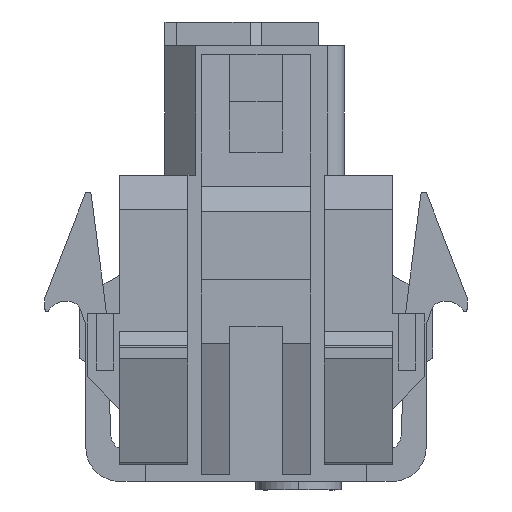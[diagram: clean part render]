
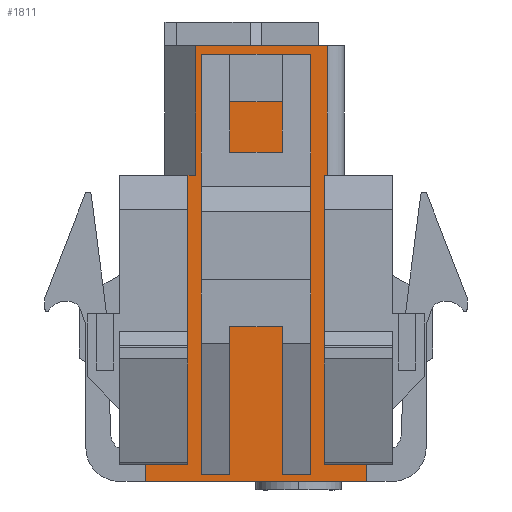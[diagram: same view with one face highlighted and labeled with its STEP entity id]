
A CAD part, left-side view. The second image highlights one B-rep face of the part: STEP entity #1811.
In plain terms, the highlighted planar face has unit normal (-1, 0, 0).
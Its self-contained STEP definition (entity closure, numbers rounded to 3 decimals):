
#1684=AXIS2_PLACEMENT_3D('Plane Axis2P3D',#1681,#1682,#1683) ;
#706=CARTESIAN_POINT('Vertex',(6.1,8.2,18.5)) ;
#709=CARTESIAN_POINT('Line Origine',(6.1,8.3,18.5)) ;
#713=CARTESIAN_POINT('Vertex',(6.1,8.4,18.5)) ;
#791=CARTESIAN_POINT('Vertex',(6.1,12.05,26.1)) ;
#796=CARTESIAN_POINT('Line Origine',(6.1,10.125,26.1)) ;
#800=CARTESIAN_POINT('Vertex',(6.1,8.2,26.1)) ;
#933=CARTESIAN_POINT('Vertex',(6.1,12.75,26.1)) ;
#960=CARTESIAN_POINT('Line Origine',(6.1,12.4,26.1)) ;
#1037=CARTESIAN_POINT('Line Origine',(6.1,16.175,18.5)) ;
#1041=CARTESIAN_POINT('Vertex',(6.1,16.4,18.5)) ;
#1043=CARTESIAN_POINT('Vertex',(6.1,15.95,18.5)) ;
#1249=CARTESIAN_POINT('Vertex',(6.1,5.9,16.7)) ;
#1252=CARTESIAN_POINT('Line Origine',(6.1,5.9,8.6)) ;
#1256=CARTESIAN_POINT('Vertex',(6.1,5.9,0.5)) ;
#1347=CARTESIAN_POINT('Vertex',(6.1,18.9,0.5)) ;
#1442=CARTESIAN_POINT('Line Origine',(6.1,12.4,0.5)) ;
#1566=CARTESIAN_POINT('Line Origine',(6.1,18.9,8.6)) ;
#1570=CARTESIAN_POINT('Vertex',(6.1,18.9,16.7)) ;
#1681=CARTESIAN_POINT('Axis2P3D Location',(6.1,18.9,0.)) ;
#1686=CARTESIAN_POINT('Line Origine',(6.1,16.4,17.6)) ;
#1690=CARTESIAN_POINT('Vertex',(6.1,16.4,16.7)) ;
#1693=CARTESIAN_POINT('Line Origine',(6.1,17.65,16.7)) ;
#1698=CARTESIAN_POINT('Line Origine',(6.1,7.15,16.7)) ;
#1702=CARTESIAN_POINT('Vertex',(6.1,8.4,16.7)) ;
#1705=CARTESIAN_POINT('Line Origine',(6.1,8.4,17.6)) ;
#1710=CARTESIAN_POINT('Line Origine',(6.1,8.2,22.3)) ;
#1715=CARTESIAN_POINT('Line Origine',(6.1,14.35,26.1)) ;
#1719=CARTESIAN_POINT('Vertex',(6.1,15.95,26.1)) ;
#1722=CARTESIAN_POINT('Line Origine',(6.1,15.95,22.3)) ;
#1743=CARTESIAN_POINT('Line Origine',(6.1,14.788,0.9)) ;
#1747=CARTESIAN_POINT('Vertex',(6.1,15.625,0.9)) ;
#1749=CARTESIAN_POINT('Vertex',(6.1,13.95,0.9)) ;
#1752=CARTESIAN_POINT('Line Origine',(6.1,15.625,5.25)) ;
#1756=CARTESIAN_POINT('Vertex',(6.1,15.625,9.6)) ;
#1759=CARTESIAN_POINT('Line Origine',(6.1,14.788,9.6)) ;
#1763=CARTESIAN_POINT('Vertex',(6.1,13.95,9.6)) ;
#1766=CARTESIAN_POINT('Line Origine',(6.1,13.95,5.25)) ;
#1777=CARTESIAN_POINT('Line Origine',(6.1,10.013,9.6)) ;
#1781=CARTESIAN_POINT('Vertex',(6.1,10.85,9.6)) ;
#1783=CARTESIAN_POINT('Vertex',(6.1,9.175,9.6)) ;
#1786=CARTESIAN_POINT('Line Origine',(6.1,9.175,5.25)) ;
#1790=CARTESIAN_POINT('Vertex',(6.1,9.175,0.9)) ;
#1793=CARTESIAN_POINT('Line Origine',(6.1,10.013,0.9)) ;
#1797=CARTESIAN_POINT('Vertex',(6.1,10.85,0.9)) ;
#1800=CARTESIAN_POINT('Line Origine',(6.1,10.85,5.25)) ;
#710=DIRECTION('Vector Direction',(0.,1.,0.)) ;
#797=DIRECTION('Vector Direction',(0.,-1.,0.)) ;
#961=DIRECTION('Vector Direction',(0.,1.,0.)) ;
#1038=DIRECTION('Vector Direction',(0.,1.,0.)) ;
#1253=DIRECTION('Vector Direction',(0.,0.,1.)) ;
#1443=DIRECTION('Vector Direction',(0.,-1.,0.)) ;
#1567=DIRECTION('Vector Direction',(0.,0.,1.)) ;
#1682=DIRECTION('Axis2P3D Direction',(-1.,0.,0.)) ;
#1683=DIRECTION('Axis2P3D XDirection',(0.,-1.,0.)) ;
#1687=DIRECTION('Vector Direction',(0.,0.,-1.)) ;
#1694=DIRECTION('Vector Direction',(0.,1.,0.)) ;
#1699=DIRECTION('Vector Direction',(0.,1.,0.)) ;
#1706=DIRECTION('Vector Direction',(0.,0.,-1.)) ;
#1711=DIRECTION('Vector Direction',(0.,0.,1.)) ;
#1716=DIRECTION('Vector Direction',(0.,-1.,0.)) ;
#1723=DIRECTION('Vector Direction',(0.,0.,1.)) ;
#1744=DIRECTION('Vector Direction',(0.,-1.,0.)) ;
#1753=DIRECTION('Vector Direction',(0.,0.,-1.)) ;
#1760=DIRECTION('Vector Direction',(0.,-1.,0.)) ;
#1767=DIRECTION('Vector Direction',(0.,0.,-1.)) ;
#1778=DIRECTION('Vector Direction',(0.,-1.,0.)) ;
#1787=DIRECTION('Vector Direction',(0.,0.,-1.)) ;
#1794=DIRECTION('Vector Direction',(0.,-1.,0.)) ;
#1801=DIRECTION('Vector Direction',(0.,0.,-1.)) ;
#711=VECTOR('Line Direction',#710,1.) ;
#798=VECTOR('Line Direction',#797,1.) ;
#962=VECTOR('Line Direction',#961,1.) ;
#1039=VECTOR('Line Direction',#1038,1.) ;
#1254=VECTOR('Line Direction',#1253,1.) ;
#1444=VECTOR('Line Direction',#1443,1.) ;
#1568=VECTOR('Line Direction',#1567,1.) ;
#1688=VECTOR('Line Direction',#1687,1.) ;
#1695=VECTOR('Line Direction',#1694,1.) ;
#1700=VECTOR('Line Direction',#1699,1.) ;
#1707=VECTOR('Line Direction',#1706,1.) ;
#1712=VECTOR('Line Direction',#1711,1.) ;
#1717=VECTOR('Line Direction',#1716,1.) ;
#1724=VECTOR('Line Direction',#1723,1.) ;
#1745=VECTOR('Line Direction',#1744,1.) ;
#1754=VECTOR('Line Direction',#1753,1.) ;
#1761=VECTOR('Line Direction',#1760,1.) ;
#1768=VECTOR('Line Direction',#1767,1.) ;
#1779=VECTOR('Line Direction',#1778,1.) ;
#1788=VECTOR('Line Direction',#1787,1.) ;
#1795=VECTOR('Line Direction',#1794,1.) ;
#1802=VECTOR('Line Direction',#1801,1.) ;
#1728=ORIENTED_EDGE('',*,*,#1692,.F.) ;
#1729=ORIENTED_EDGE('',*,*,#1697,.F.) ;
#1730=ORIENTED_EDGE('',*,*,#1572,.F.) ;
#1731=ORIENTED_EDGE('',*,*,#1446,.T.) ;
#1732=ORIENTED_EDGE('',*,*,#1258,.T.) ;
#1733=ORIENTED_EDGE('',*,*,#1704,.T.) ;
#1734=ORIENTED_EDGE('',*,*,#1709,.T.) ;
#1735=ORIENTED_EDGE('',*,*,#715,.F.) ;
#1736=ORIENTED_EDGE('',*,*,#1714,.T.) ;
#1737=ORIENTED_EDGE('',*,*,#802,.F.) ;
#1738=ORIENTED_EDGE('',*,*,#964,.F.) ;
#1739=ORIENTED_EDGE('',*,*,#1721,.F.) ;
#1740=ORIENTED_EDGE('',*,*,#1726,.F.) ;
#1741=ORIENTED_EDGE('',*,*,#1045,.F.) ;
#1772=ORIENTED_EDGE('',*,*,#1751,.F.) ;
#1773=ORIENTED_EDGE('',*,*,#1758,.T.) ;
#1774=ORIENTED_EDGE('',*,*,#1765,.T.) ;
#1775=ORIENTED_EDGE('',*,*,#1770,.F.) ;
#1806=ORIENTED_EDGE('',*,*,#1785,.T.) ;
#1807=ORIENTED_EDGE('',*,*,#1792,.F.) ;
#1808=ORIENTED_EDGE('',*,*,#1799,.F.) ;
#1809=ORIENTED_EDGE('',*,*,#1804,.T.) ;
#1776=FACE_BOUND('',#1771,.T.) ;
#1810=FACE_BOUND('',#1805,.T.) ;
#1811=ADVANCED_FACE('Hauptkoerper',(#1742,#1776,#1810),#1685,.T.) ;
#715=EDGE_CURVE('',#707,#714,#712,.T.) ;
#802=EDGE_CURVE('',#792,#801,#799,.T.) ;
#964=EDGE_CURVE('',#934,#792,#963,.F.) ;
#1045=EDGE_CURVE('',#1042,#1044,#1040,.F.) ;
#1258=EDGE_CURVE('',#1257,#1250,#1255,.T.) ;
#1446=EDGE_CURVE('',#1348,#1257,#1445,.T.) ;
#1572=EDGE_CURVE('',#1348,#1571,#1569,.T.) ;
#1692=EDGE_CURVE('',#1691,#1042,#1689,.F.) ;
#1697=EDGE_CURVE('',#1571,#1691,#1696,.F.) ;
#1704=EDGE_CURVE('',#1250,#1703,#1701,.T.) ;
#1709=EDGE_CURVE('',#1703,#714,#1708,.F.) ;
#1714=EDGE_CURVE('',#707,#801,#1713,.T.) ;
#1721=EDGE_CURVE('',#1720,#934,#1718,.T.) ;
#1726=EDGE_CURVE('',#1044,#1720,#1725,.T.) ;
#1751=EDGE_CURVE('',#1748,#1750,#1746,.T.) ;
#1758=EDGE_CURVE('',#1748,#1757,#1755,.F.) ;
#1765=EDGE_CURVE('',#1757,#1764,#1762,.T.) ;
#1770=EDGE_CURVE('',#1750,#1764,#1769,.F.) ;
#1785=EDGE_CURVE('',#1782,#1784,#1780,.T.) ;
#1792=EDGE_CURVE('',#1791,#1784,#1789,.F.) ;
#1799=EDGE_CURVE('',#1798,#1791,#1796,.T.) ;
#1804=EDGE_CURVE('',#1798,#1782,#1803,.F.) ;
#1727=EDGE_LOOP('',(#1728,#1729,#1730,#1731,#1732,#1733,#1734,#1735,#1736,#1737,#1738,#1739,#1740,#1741)) ;
#1771=EDGE_LOOP('',(#1772,#1773,#1774,#1775)) ;
#1805=EDGE_LOOP('',(#1806,#1807,#1808,#1809)) ;
#1742=FACE_OUTER_BOUND('',#1727,.T.) ;
#712=LINE('Line',#709,#711) ;
#799=LINE('Line',#796,#798) ;
#963=LINE('Line',#960,#962) ;
#1040=LINE('Line',#1037,#1039) ;
#1255=LINE('Line',#1252,#1254) ;
#1445=LINE('Line',#1442,#1444) ;
#1569=LINE('Line',#1566,#1568) ;
#1689=LINE('Line',#1686,#1688) ;
#1696=LINE('Line',#1693,#1695) ;
#1701=LINE('Line',#1698,#1700) ;
#1708=LINE('Line',#1705,#1707) ;
#1713=LINE('Line',#1710,#1712) ;
#1718=LINE('Line',#1715,#1717) ;
#1725=LINE('Line',#1722,#1724) ;
#1746=LINE('Line',#1743,#1745) ;
#1755=LINE('Line',#1752,#1754) ;
#1762=LINE('Line',#1759,#1761) ;
#1769=LINE('Line',#1766,#1768) ;
#1780=LINE('Line',#1777,#1779) ;
#1789=LINE('Line',#1786,#1788) ;
#1796=LINE('Line',#1793,#1795) ;
#1803=LINE('Line',#1800,#1802) ;
#1685=PLANE('',#1684) ;
#707=VERTEX_POINT('',#706) ;
#714=VERTEX_POINT('',#713) ;
#792=VERTEX_POINT('',#791) ;
#801=VERTEX_POINT('',#800) ;
#934=VERTEX_POINT('',#933) ;
#1042=VERTEX_POINT('',#1041) ;
#1044=VERTEX_POINT('',#1043) ;
#1250=VERTEX_POINT('',#1249) ;
#1257=VERTEX_POINT('',#1256) ;
#1348=VERTEX_POINT('',#1347) ;
#1571=VERTEX_POINT('',#1570) ;
#1691=VERTEX_POINT('',#1690) ;
#1703=VERTEX_POINT('',#1702) ;
#1720=VERTEX_POINT('',#1719) ;
#1748=VERTEX_POINT('',#1747) ;
#1750=VERTEX_POINT('',#1749) ;
#1757=VERTEX_POINT('',#1756) ;
#1764=VERTEX_POINT('',#1763) ;
#1782=VERTEX_POINT('',#1781) ;
#1784=VERTEX_POINT('',#1783) ;
#1791=VERTEX_POINT('',#1790) ;
#1798=VERTEX_POINT('',#1797) ;
